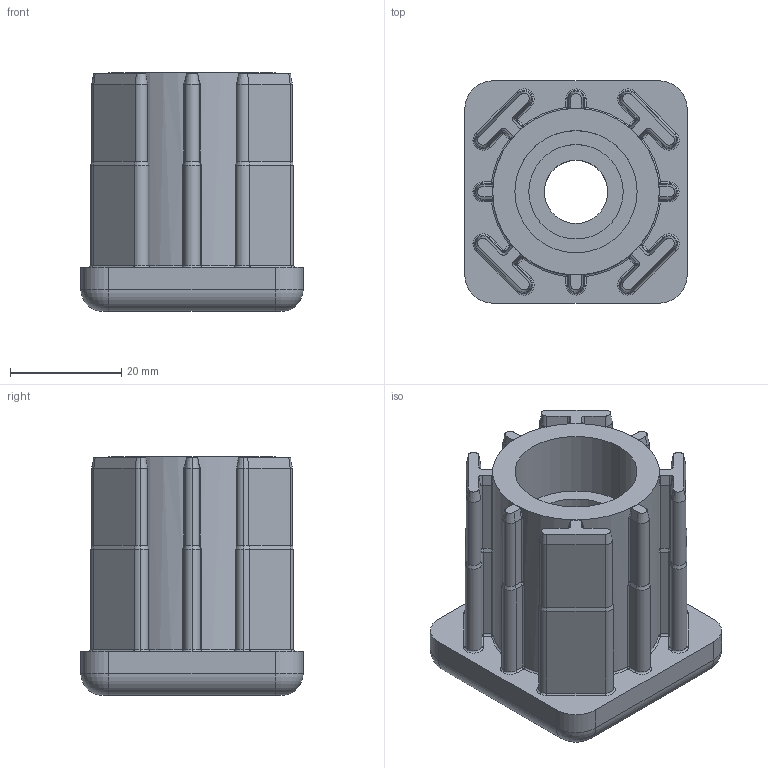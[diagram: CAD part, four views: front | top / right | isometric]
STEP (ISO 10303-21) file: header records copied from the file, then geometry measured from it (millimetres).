
FILE_DESCRIPTION (( 'STEP AP214' ), '1' );
FILE_NAME ('098v402014.STEP', '2014-08-13T06:19:36', ( '' ), ( '' ), 'SwSTEP 2.0', 'SolidWorks 2014', '' );
FILE_SCHEMA (( 'AUTOMOTIVE_DESIGN' ));
Length unit declared in the file: millimetre
Products named in the file (1): 098v402014
Bounding box: 40 x 40 x 43 mm (x, y, z)
Volume: 35290.4 mm3; surface area: 13738.3 mm2
Topology: 1 solids, 1 shells, 418 faces, 973 edges, 548 vertices
Faces by surface type: plane 137, cylinder 134, cone 90, torus 29, sphere 28
Entity records: 11862 total; most frequent: CARTESIAN_POINT 2404, DIRECTION 2100, ORIENTED_EDGE 1906, EDGE_CURVE 953, AXIS2_PLACEMENT_3D 798, VERTEX_POINT 540, VECTOR 504, LINE 504
